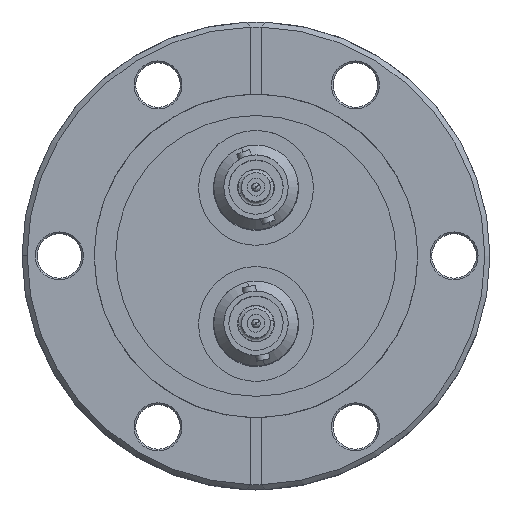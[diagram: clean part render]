
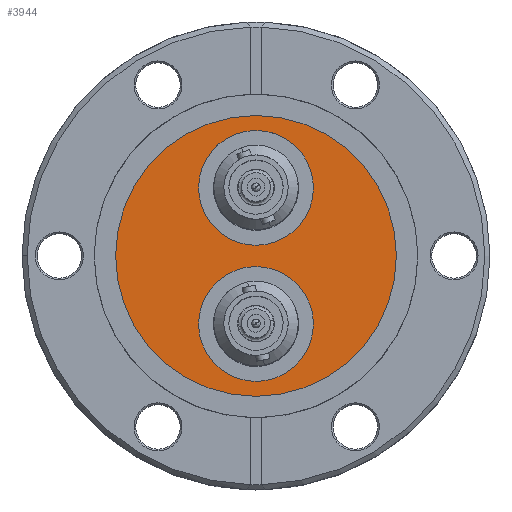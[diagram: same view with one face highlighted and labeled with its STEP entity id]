
A CAD part, top view. The second image highlights one B-rep face of the part: STEP entity #3944.
In plain terms, the highlighted planar face has unit normal (0, 0, 1).
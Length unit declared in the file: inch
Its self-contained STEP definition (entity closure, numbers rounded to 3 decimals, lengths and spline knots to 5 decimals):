
#471 = DIRECTION ( 'NONE',  ( 0., 0., 1. ) ) ;
#490 = CARTESIAN_POINT ( 'NONE',  ( 0., 0., 0.454 ) ) ;
#491 = PLANE ( 'NONE',  #12615 ) ;
#493 = DIRECTION ( 'NONE',  ( 1., 0., 0. ) ) ;
#1174 = FACE_BOUND ( 'NONE', #7671, .T. ) ;
#1176 = FACE_OUTER_BOUND ( 'NONE', #14177, .T. ) ;
#1179 = FACE_BOUND ( 'NONE', #14175, .T. ) ;
#2003 = AXIS2_PLACEMENT_3D ( 'NONE', #12115, #12116, #12117 ) ;
#2384 = EDGE_CURVE ( 'NONE', #7279, #7308, #3348, .T. ) ;
#3348 = CIRCLE ( 'NONE', #2003, 0.3375 ) ;
#3944 = ADVANCED_FACE ( 'NONE', ( #1179, #1176, #1174 ), #491, .T. ) ;
#4473 = AXIS2_PLACEMENT_3D ( 'NONE', #10732, #10733, #10734 ) ;
#4502 = AXIS2_PLACEMENT_3D ( 'NONE', #10834, #10835, #10836 ) ;
#4503 = AXIS2_PLACEMENT_3D ( 'NONE', #10838, #10839, #10840 ) ;
#4504 = AXIS2_PLACEMENT_3D ( 'NONE', #10843, #10844, #10845 ) ;
#4519 = AXIS2_PLACEMENT_3D ( 'NONE', #10961, #10962, #10963 ) ;
#5945 = EDGE_CURVE ( 'NONE', #13639, #13660, #9330, .T. ) ;
#5982 = EDGE_CURVE ( 'NONE', #13660, #13639, #9378, .T. ) ;
#5983 = EDGE_CURVE ( 'NONE', #12859, #12916, #9380, .T. ) ;
#5984 = EDGE_CURVE ( 'NONE', #7308, #7279, #9377, .T. ) ;
#6022 = EDGE_CURVE ( 'NONE', #12916, #12859, #9402, .T. ) ;
#6330 = ORIENTED_EDGE ( 'NONE', *, *, #5982, .F. ) ;
#6331 = ORIENTED_EDGE ( 'NONE', *, *, #5945, .F. ) ;
#6332 = ORIENTED_EDGE ( 'NONE', *, *, #5983, .T. ) ;
#6333 = ORIENTED_EDGE ( 'NONE', *, *, #6022, .T. ) ;
#6334 = ORIENTED_EDGE ( 'NONE', *, *, #5984, .F. ) ;
#6335 = ORIENTED_EDGE ( 'NONE', *, *, #2384, .F. ) ;
#6795 = CARTESIAN_POINT ( 'NONE',  ( 0.825, 0., 0.454 ) ) ;
#6852 = CARTESIAN_POINT ( 'NONE',  ( -0.825, 0., 0.454 ) ) ;
#6950 = CARTESIAN_POINT ( 'NONE',  ( -0.06589, -0.06899, 0.454 ) ) ;
#6962 = CARTESIAN_POINT ( 'NONE',  ( 0.06589, -0.73101, 0.454 ) ) ;
#7279 = VERTEX_POINT ( 'NONE', #10057 ) ;
#7308 = VERTEX_POINT ( 'NONE', #10086 ) ;
#7671 = EDGE_LOOP ( 'NONE', ( #6334, #6335 ) ) ;
#9330 = CIRCLE ( 'NONE', #4473, 0.3375 ) ;
#9377 = CIRCLE ( 'NONE', #4504, 0.3375 ) ;
#9378 = CIRCLE ( 'NONE', #4502, 0.3375 ) ;
#9380 = CIRCLE ( 'NONE', #4503, 0.825 ) ;
#9402 = CIRCLE ( 'NONE', #4519, 0.825 ) ;
#10057 = CARTESIAN_POINT ( 'NONE',  ( -0.11625, 0.71685, 0.454 ) ) ;
#10086 = CARTESIAN_POINT ( 'NONE',  ( 0.11625, 0.08315, 0.454 ) ) ;
#10732 = CARTESIAN_POINT ( 'NONE',  ( 0., -0.4, 0.454 ) ) ;
#10733 = DIRECTION ( 'NONE',  ( 0., 0., 1. ) ) ;
#10734 = DIRECTION ( 'NONE',  ( 0.195, -0.981, 0. ) ) ;
#10834 = CARTESIAN_POINT ( 'NONE',  ( 0., -0.4, 0.454 ) ) ;
#10835 = DIRECTION ( 'NONE',  ( 0., 0., 1. ) ) ;
#10836 = DIRECTION ( 'NONE',  ( 0.195, -0.981, 0. ) ) ;
#10838 = CARTESIAN_POINT ( 'NONE',  ( 0., 0., 0.454 ) ) ;
#10839 = DIRECTION ( 'NONE',  ( 0., 0., 1. ) ) ;
#10840 = DIRECTION ( 'NONE',  ( 1., 0., 0. ) ) ;
#10843 = CARTESIAN_POINT ( 'NONE',  ( 0., 0.4, 0.454 ) ) ;
#10844 = DIRECTION ( 'NONE',  ( 0., 0., 1. ) ) ;
#10845 = DIRECTION ( 'NONE',  ( 0.344, -0.939, 0. ) ) ;
#10961 = CARTESIAN_POINT ( 'NONE',  ( 0., 0., 0.454 ) ) ;
#10962 = DIRECTION ( 'NONE',  ( 0., 0., 1. ) ) ;
#10963 = DIRECTION ( 'NONE',  ( 1., 0., 0. ) ) ;
#12115 = CARTESIAN_POINT ( 'NONE',  ( 0., 0.4, 0.454 ) ) ;
#12116 = DIRECTION ( 'NONE',  ( 0., 0., 1. ) ) ;
#12117 = DIRECTION ( 'NONE',  ( 0.344, -0.939, 0. ) ) ;
#12615 = AXIS2_PLACEMENT_3D ( 'NONE', #490, #471, #493 ) ;
#12859 = VERTEX_POINT ( 'NONE', #6795 ) ;
#12916 = VERTEX_POINT ( 'NONE', #6852 ) ;
#13639 = VERTEX_POINT ( 'NONE', #6950 ) ;
#13660 = VERTEX_POINT ( 'NONE', #6962 ) ;
#14175 = EDGE_LOOP ( 'NONE', ( #6330, #6331 ) ) ;
#14177 = EDGE_LOOP ( 'NONE', ( #6332, #6333 ) ) ;
